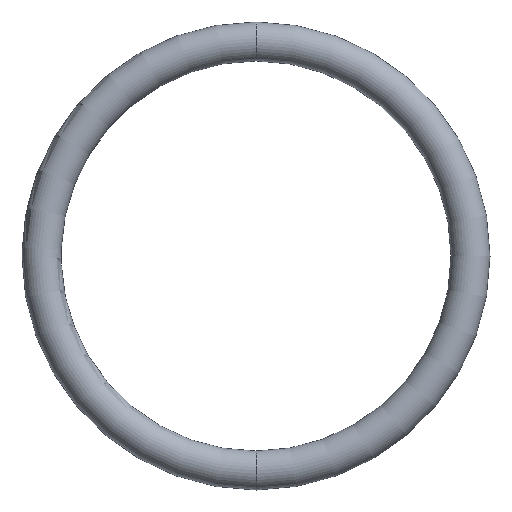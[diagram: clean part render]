
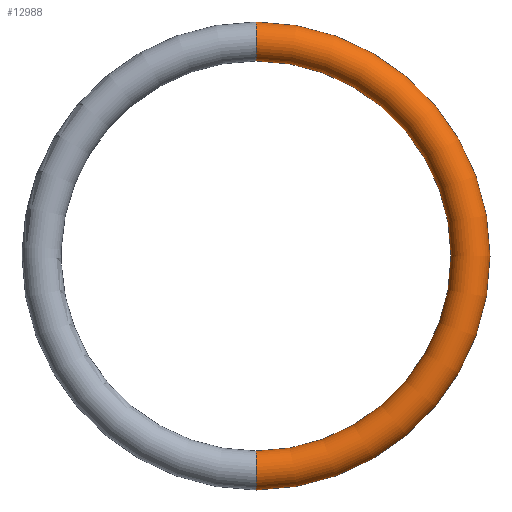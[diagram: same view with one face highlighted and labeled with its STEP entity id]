
A CAD part, front view. The second image highlights one B-rep face of the part: STEP entity #12988.
In plain terms, the highlighted toroidal (fillet/blend) face has major radius 55 mm and minor radius 5 mm.
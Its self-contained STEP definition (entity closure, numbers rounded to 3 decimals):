
#404 = DIRECTION ( 'NONE',  ( 0., -1., 0. ) ) ;
#875 = CIRCLE ( 'NONE', #11118, 50. ) ;
#917 = ORIENTED_EDGE ( 'NONE', *, *, #1483, .F. ) ;
#1483 = EDGE_CURVE ( 'NONE', #5108, #7463, #875, .T. ) ;
#2001 = DIRECTION ( 'NONE',  ( 0., -1., 0. ) ) ;
#2331 = CIRCLE ( 'NONE', #12312, 5. ) ;
#2558 = DIRECTION ( 'NONE',  ( 0., 0., -1. ) ) ;
#2700 = VERTEX_POINT ( 'NONE', #11124 ) ;
#5108 = VERTEX_POINT ( 'NONE', #5720 ) ;
#5720 = CARTESIAN_POINT ( 'NONE',  ( 0., 0., -50. ) ) ;
#6378 = AXIS2_PLACEMENT_3D ( 'NONE', #8137, #404, #10497 ) ;
#6387 = CARTESIAN_POINT ( 'NONE',  ( 0., 0., -55. ) ) ;
#6781 = EDGE_LOOP ( 'NONE', ( #14013, #13657, #9306, #917 ) ) ;
#6860 = FACE_OUTER_BOUND ( 'NONE', #6781, .T. ) ;
#7423 = CARTESIAN_POINT ( 'NONE',  ( 0., 0., 0. ) ) ;
#7463 = VERTEX_POINT ( 'NONE', #11459 ) ;
#7694 = EDGE_CURVE ( 'NONE', #10192, #2700, #9359, .T. ) ;
#8137 = CARTESIAN_POINT ( 'NONE',  ( 0., 0., 0. ) ) ;
#8197 = CARTESIAN_POINT ( 'NONE',  ( 0., 0., 0. ) ) ;
#8411 = CARTESIAN_POINT ( 'NONE',  ( 0., 0., -60. ) ) ;
#9104 = TOROIDAL_SURFACE ( 'NONE', #6378, 55., 5. ) ;
#9270 = DIRECTION ( 'NONE',  ( 0., 0., -1. ) ) ;
#9306 = ORIENTED_EDGE ( 'NONE', *, *, #12421, .T. ) ;
#9359 = CIRCLE ( 'NONE', #13139, 60. ) ;
#9653 = DIRECTION ( 'NONE',  ( -1., 0., 0. ) ) ;
#9758 = DIRECTION ( 'NONE',  ( 0., 0., -1. ) ) ;
#10192 = VERTEX_POINT ( 'NONE', #8411 ) ;
#10365 = DIRECTION ( 'NONE',  ( 1., 0., 0. ) ) ;
#10407 = DIRECTION ( 'NONE',  ( 0., -1., 0. ) ) ;
#10497 = DIRECTION ( 'NONE',  ( 0., 0., -1. ) ) ;
#10875 = AXIS2_PLACEMENT_3D ( 'NONE', #13619, #10365, #9270 ) ;
#11118 = AXIS2_PLACEMENT_3D ( 'NONE', #7423, #2001, #9758 ) ;
#11124 = CARTESIAN_POINT ( 'NONE',  ( 0., 0., 60. ) ) ;
#11397 = CIRCLE ( 'NONE', #10875, 5. ) ;
#11459 = CARTESIAN_POINT ( 'NONE',  ( 0., 0., 50. ) ) ;
#12312 = AXIS2_PLACEMENT_3D ( 'NONE', #6387, #9653, #13190 ) ;
#12421 = EDGE_CURVE ( 'NONE', #2700, #7463, #11397, .T. ) ;
#12988 = ADVANCED_FACE ( 'NONE', ( #6860 ), #9104, .T. ) ;
#13139 = AXIS2_PLACEMENT_3D ( 'NONE', #8197, #10407, #2558 ) ;
#13190 = DIRECTION ( 'NONE',  ( 0., 0., 1. ) ) ;
#13619 = CARTESIAN_POINT ( 'NONE',  ( 0., 0., 55. ) ) ;
#13657 = ORIENTED_EDGE ( 'NONE', *, *, #7694, .T. ) ;
#14013 = ORIENTED_EDGE ( 'NONE', *, *, #14398, .F. ) ;
#14398 = EDGE_CURVE ( 'NONE', #10192, #5108, #2331, .T. ) ;
